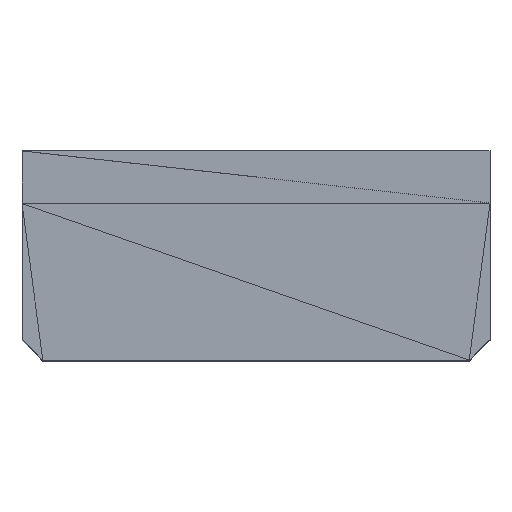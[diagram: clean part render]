
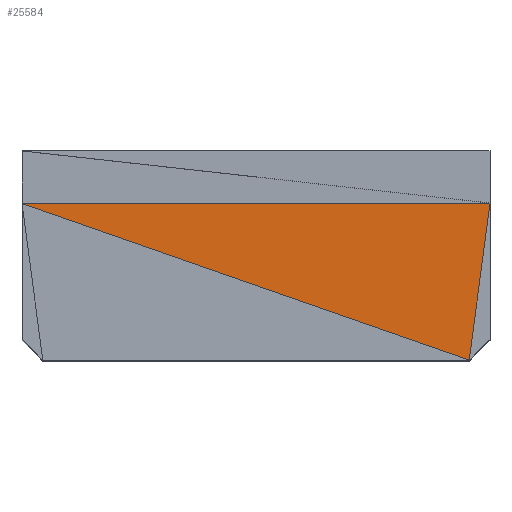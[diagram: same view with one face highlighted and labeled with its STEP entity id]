
A CAD part, top view. The second image highlights one B-rep face of the part: STEP entity #25584.
In plain terms, the highlighted planar face has unit normal (0, 0, 1).
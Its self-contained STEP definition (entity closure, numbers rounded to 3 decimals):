
#25584=ADVANCED_FACE('',(#25585),#25611,.F.);
#25585=FACE_OUTER_BOUND('',#25586,.T.);
#25586=EDGE_LOOP('',(#25587,#25589,#25591));
#25587=ORIENTED_EDGE('',*,*,#25588,.T.);
#25588=EDGE_CURVE('',#25593,#25595,#25597,.T.);
#25589=ORIENTED_EDGE('',*,*,#25590,.T.);
#25590=EDGE_CURVE('',#25595,#25601,#25603,.T.);
#25591=ORIENTED_EDGE('',*,*,#25592,.T.);
#25592=EDGE_CURVE('',#25601,#25593,#25607,.T.);
#25593=VERTEX_POINT('',#25594);
#25594=CARTESIAN_POINT('',(7.341,-1.842,11.735));
#25595=VERTEX_POINT('',#25596);
#25596=CARTESIAN_POINT('',(-2.73,1.683,11.735));
#25597=LINE('',#25598,#25599);
#25598=CARTESIAN_POINT('',(7.341,-1.842,11.735));
#25599=VECTOR('',#25600,1.0);
#25600=DIRECTION('',(0.944,-0.33,0.0));
#25601=VERTEX_POINT('',#25602);
#25602=CARTESIAN_POINT('',(7.81,1.683,11.735));
#25603=LINE('',#25604,#25605);
#25604=CARTESIAN_POINT('',(-2.73,1.683,11.735));
#25605=VECTOR('',#25606,1.0);
#25606=DIRECTION('',(-1.0,0.0,0.0));
#25607=LINE('',#25608,#25609);
#25608=CARTESIAN_POINT('',(7.81,1.683,11.735));
#25609=VECTOR('',#25610,1.0);
#25610=DIRECTION('',(0.132,0.991,0.0));
#25611=PLANE('',#25612);
#25612=AXIS2_PLACEMENT_3D('',#25613,#25614,#25615);
#25613=CARTESIAN_POINT('',(-2.73,1.683,11.735));
#25614=DIRECTION('',(0.0,0.0,-1.0));
#25615=DIRECTION('',(-0.132,-0.991,0.0));
